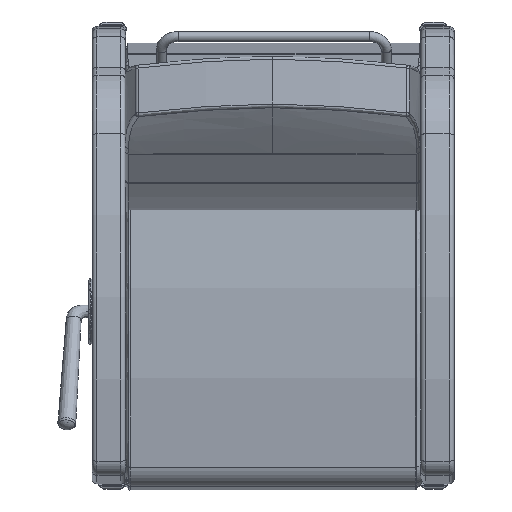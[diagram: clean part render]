
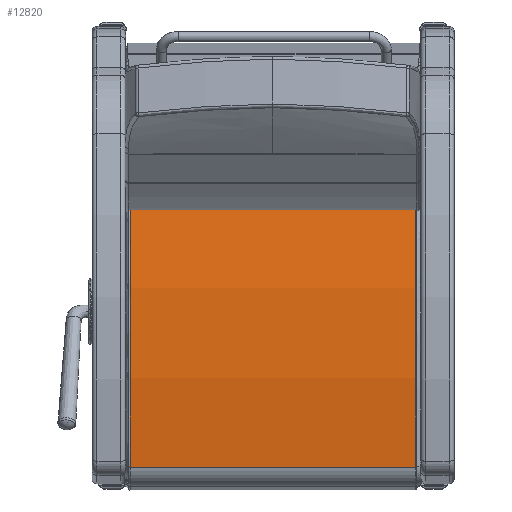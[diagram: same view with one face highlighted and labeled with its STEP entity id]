
A CAD part, front view. The second image highlights one B-rep face of the part: STEP entity #12820.
In plain terms, the highlighted free-form (B-spline) face has degree [3, 1] with [18, 2] control points.
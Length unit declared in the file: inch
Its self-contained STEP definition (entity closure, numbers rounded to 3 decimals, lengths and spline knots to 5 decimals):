
#914=ELLIPSE('',#14433,60.30357,60.25);
#916=ELLIPSE('',#14455,60.30357,60.25);
#1896=LINE('',#35341,#2656);
#1897=LINE('',#35380,#2657);
#2656=VECTOR('',#17880,0.3937);
#2657=VECTOR('',#17883,0.3937);
#3466=FACE_OUTER_BOUND('',#4332,.T.);
#4332=EDGE_LOOP('',(#11078,#11079,#11080,#11081));
#6391=VERTEX_POINT('',#34972);
#6392=VERTEX_POINT('',#34973);
#6411=VERTEX_POINT('',#35340);
#6412=VERTEX_POINT('',#35379);
#8004=EDGE_CURVE('',#6391,#6392,#914,.T.);
#8033=EDGE_CURVE('',#6411,#6392,#1896,.T.);
#8035=EDGE_CURVE('',#6412,#6391,#1897,.T.);
#8036=EDGE_CURVE('',#6411,#6412,#916,.T.);
#11078=ORIENTED_EDGE('',*,*,#8004,.F.);
#11079=ORIENTED_EDGE('',*,*,#8035,.F.);
#11080=ORIENTED_EDGE('',*,*,#8036,.F.);
#11081=ORIENTED_EDGE('',*,*,#8033,.T.);
#12243=B_SPLINE_SURFACE_WITH_KNOTS('',3,1,((#35343,#35344),(#35345,#35346),
(#35347,#35348),(#35349,#35350),(#35351,#35352),(#35353,#35354),(#35355,
#35356),(#35357,#35358),(#35359,#35360),(#35361,#35362),(#35363,#35364),
(#35365,#35366),(#35367,#35368),(#35369,#35370),(#35371,#35372),(#35373,
#35374),(#35375,#35376),(#35377,#35378)),.UNSPECIFIED.,.F.,.F.,.F.,(4,1,
1,1,1,1,1,1,1,1,1,1,1,1,1,4),(2,2),(-1.69612,-1.66826,
-1.6404,-1.62647,-1.59861,-1.58468,
-1.55682,-1.54289,-1.51503,-1.5011,-1.47324,
-1.45931,-1.43145,-1.41752,-1.38966,
-1.3618),(0.,81.915),.UNSPECIFIED.);
#12820=ADVANCED_FACE('',(#3466),#12243,.T.);
#14433=AXIS2_PLACEMENT_3D('',#34974,#17829,#17830);
#14455=AXIS2_PLACEMENT_3D('',#35381,#17884,#17885);
#17829=DIRECTION('center_axis',(0.,0.,
-1.));
#17830=DIRECTION('ref_axis',(1.,0.,0.));
#17880=DIRECTION('',(0.,0.,-1.));
#17883=DIRECTION('',(0.,0.,-1.));
#17884=DIRECTION('center_axis',(0.,0.,1.));
#17885=DIRECTION('ref_axis',(1.,0.,0.));
#34972=CARTESIAN_POINT('',(3.60935,-1.68389,0.624));
#34973=CARTESIAN_POINT('',(23.65848,-2.52291,0.624));
#34974=CARTESIAN_POINT('Origin',(11.14546,-61.46156,0.624));
#35340=CARTESIAN_POINT('',(23.65848,-2.52291,21.876));
#35341=CARTESIAN_POINT('',(23.65848,-2.52291,22.));
#35343=CARTESIAN_POINT('Ctrl Pts',(3.60935,-1.68389,22.));
#35344=CARTESIAN_POINT('Ctrl Pts',(3.60935,-1.68389,-10.25));
#35345=CARTESIAN_POINT('Ctrl Pts',(4.16497,-1.61396,22.));
#35346=CARTESIAN_POINT('Ctrl Pts',(4.16497,-1.61396,-10.25));
#35347=CARTESIAN_POINT('Ctrl Pts',(5.27817,-1.48959,22.));
#35348=CARTESIAN_POINT('Ctrl Pts',(5.27817,-1.48959,-10.25));
#35349=CARTESIAN_POINT('Ctrl Pts',(6.67346,-1.3729,22.));
#35350=CARTESIAN_POINT('Ctrl Pts',(6.67346,-1.3729,-10.25));
#35351=CARTESIAN_POINT('Ctrl Pts',(8.07078,-1.28537,22.));
#35352=CARTESIAN_POINT('Ctrl Pts',(8.07078,-1.28537,-10.25));
#35353=CARTESIAN_POINT('Ctrl Pts',(9.18994,-1.2387,22.));
#35354=CARTESIAN_POINT('Ctrl Pts',(9.18994,-1.2387,-10.25));
#35355=CARTESIAN_POINT('Ctrl Pts',(10.5897,-1.20957,22.));
#35356=CARTESIAN_POINT('Ctrl Pts',(10.5897,-1.20957,-10.25));
#35357=CARTESIAN_POINT('Ctrl Pts',(11.70984,-1.20965,22.));
#35358=CARTESIAN_POINT('Ctrl Pts',(11.70984,-1.20965,-10.25));
#35359=CARTESIAN_POINT('Ctrl Pts',(13.1096,-1.23898,22.));
#35360=CARTESIAN_POINT('Ctrl Pts',(13.1096,-1.23898,-10.25));
#35361=CARTESIAN_POINT('Ctrl Pts',(14.22875,-1.28581,22.));
#35362=CARTESIAN_POINT('Ctrl Pts',(14.22875,-1.28581,-10.25));
#35363=CARTESIAN_POINT('Ctrl Pts',(15.62606,-1.37354,22.));
#35364=CARTESIAN_POINT('Ctrl Pts',(15.62606,-1.37354,-10.25));
#35365=CARTESIAN_POINT('Ctrl Pts',(16.74228,-1.46705,22.));
#35366=CARTESIAN_POINT('Ctrl Pts',(16.74228,-1.46705,-10.25));
#35367=CARTESIAN_POINT('Ctrl Pts',(18.1347,-1.61302,22.));
#35368=CARTESIAN_POINT('Ctrl Pts',(18.1347,-1.61302,-10.25));
#35369=CARTESIAN_POINT('Ctrl Pts',(19.24603,-1.75304,22.));
#35370=CARTESIAN_POINT('Ctrl Pts',(19.24603,-1.75304,-10.25));
#35371=CARTESIAN_POINT('Ctrl Pts',(20.63114,-1.95701,22.));
#35372=CARTESIAN_POINT('Ctrl Pts',(20.63114,-1.95701,-10.25));
#35373=CARTESIAN_POINT('Ctrl Pts',(22.01177,-2.18986,22.));
#35374=CARTESIAN_POINT('Ctrl Pts',(22.01177,-2.18986,-10.25));
#35375=CARTESIAN_POINT('Ctrl Pts',(23.11066,-2.40681,22.));
#35376=CARTESIAN_POINT('Ctrl Pts',(23.11066,-2.40681,-10.25));
#35377=CARTESIAN_POINT('Ctrl Pts',(23.65848,-2.52291,22.));
#35378=CARTESIAN_POINT('Ctrl Pts',(23.65848,-2.52291,-10.25));
#35379=CARTESIAN_POINT('',(3.60935,-1.68389,21.876));
#35380=CARTESIAN_POINT('',(3.60935,-1.68389,22.));
#35381=CARTESIAN_POINT('Origin',(11.14546,-61.46156,21.876));
